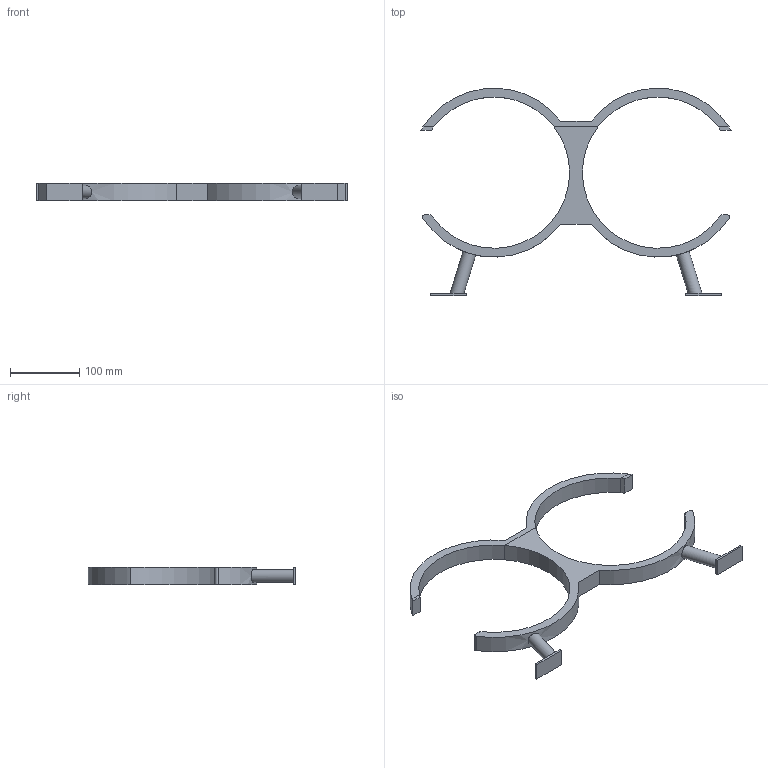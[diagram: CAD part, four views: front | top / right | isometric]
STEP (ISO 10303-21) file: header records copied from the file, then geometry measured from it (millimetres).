
FILE_DESCRIPTION(/* description */ (''),/* implementation_level */ '2;1');
FILE_NAME(/* name */ 'Tank Brace_ipt_a85f2688.STEP',/* time_stamp */ '2018-02-13T23:11:25-05:00',/* author */ ('cxa2'),/* organization */ (''),/* preprocessor_version */ 'ST-DEVELOPER v16.13',/* originating_system */ 'Autodesk Inventor 2018',/* authorisation */ '');
FILE_SCHEMA (('AUTOMOTIVE_DESIGN { 1 0 10303 214 3 1 1 }'));
Length unit declared in the file: inch
Products named in the file (1): Tank Brace
Bounding box: 448.13 x 299.47 x 25.4 mm (x, y, z)
Volume: 432713.8 mm3; surface area: 110226.8 mm2
Topology: 1 solids, 3 shells, 52 faces, 114 edges, 74 vertices
Faces by surface type: plane 30, cylinder 22
Full cylindrical faces by diameter (mm): 12.7 x2, 15.748 x2, 19.05 x2
Entity records: 1543 total; most frequent: CARTESIAN_POINT 363, DIRECTION 248, ORIENTED_EDGE 212, EDGE_CURVE 106, AXIS2_PLACEMENT_3D 93, VERTEX_POINT 72, EDGE_LOOP 64, LINE 62
